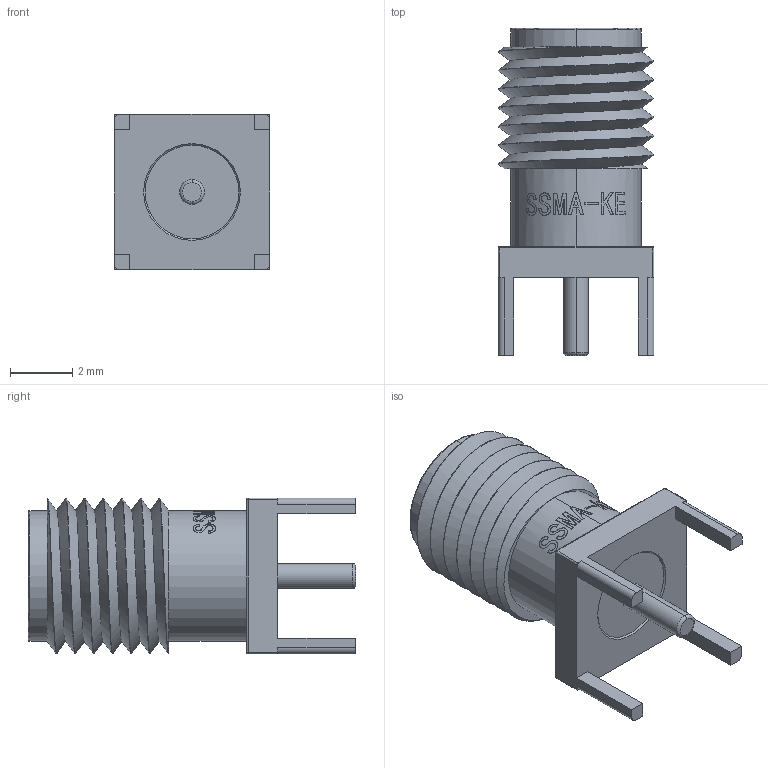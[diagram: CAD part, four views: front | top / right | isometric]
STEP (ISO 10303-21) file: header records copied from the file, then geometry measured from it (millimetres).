
FILE_DESCRIPTION (( 'STEP AP214' ), '1' );
FILE_NAME ('SSMA-KE.STEP', '2024-04-09T05:59:53', ( 'ylmfeng' ), ( 'ylmfeng.com' ), 'SwSTEP 2.0', 'SolidWorks 2012', '' );
FILE_SCHEMA (( 'AUTOMOTIVE_DESIGN' ));
Length unit declared in the file: millimetre
Products named in the file (1): SSMA-KE
Bounding box: 5 x 10.5 x 5 mm (x, y, z)
Volume: 122.2 mm3; surface area: 318 mm2
Topology: 1 solids, 1 shells, 197 faces, 520 edges, 335 vertices
Faces by surface type: plane 88, cylinder 51, bspline 41, torus 8, cone 5, sphere 4
Entity records: 9200 total; most frequent: CARTESIAN_POINT 3553, ORIENTED_EDGE 1032, DIRECTION 812, EDGE_CURVE 516, VERTEX_POINT 335, AXIS2_PLACEMENT_3D 310, EDGE_LOOP 211, FACE_OUTER_BOUND 197
